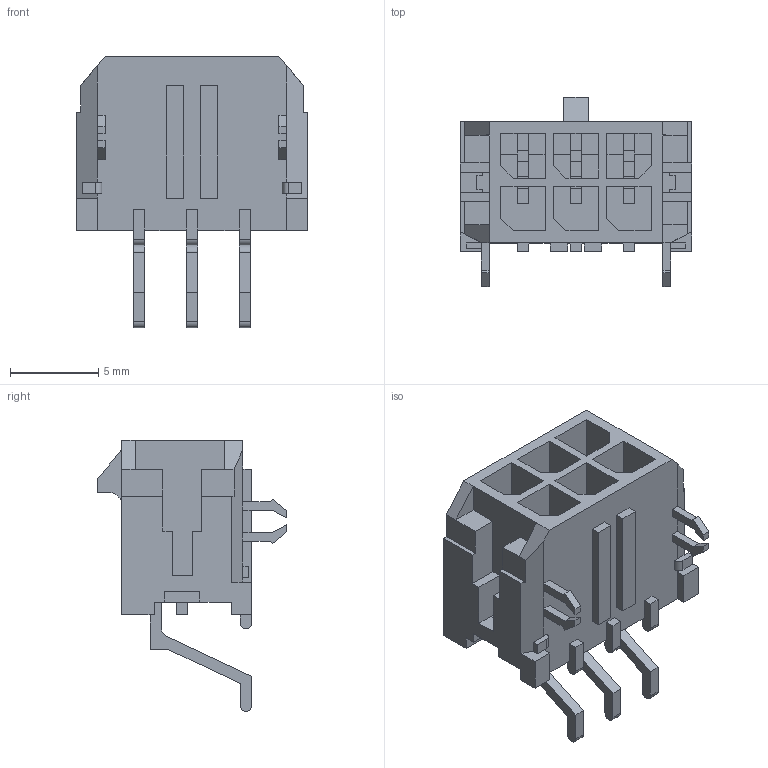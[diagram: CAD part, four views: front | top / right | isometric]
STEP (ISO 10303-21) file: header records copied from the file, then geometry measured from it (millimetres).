
FILE_DESCRIPTION( ( '' ), ' ' );
FILE_NAME( '592416c5e030fa0fa48a05b8.step', '2017-05-23T11:03:25', ( '' ), ( '' ), ' ', ' ', ' ' );
FILE_SCHEMA( ( 'AUTOMOTIVE_DESIGN { 1 0 10303 214 1 1 1 1 }' ) );
Length unit declared in the file: metre
Products named in the file (1): 1
Bounding box: 13.15 x 10.77 x 15.4 mm (x, y, z)
Surface area: 1129.1 mm2 (no closed solid volume)
Topology: 0 solids, 264 shells, 264 faces, 1450 edges, 1450 vertices
Faces by surface type: plane 252, cylinder 12
Entity records: 15914 total; most frequent: CARTESIAN_POINT 3165, DIRECTION 2028, ORIENTED_EDGE 1450, EDGE_CURVE 1450, VERTEX_POINT 1450, LINE 1402, VECTOR 1402, AXIS2_PLACEMENT_3D 313
